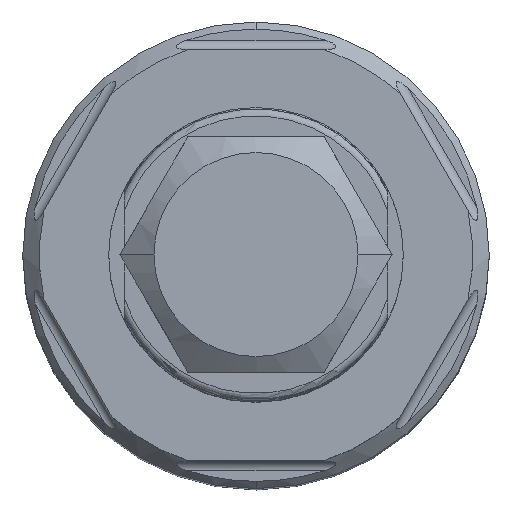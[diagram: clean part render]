
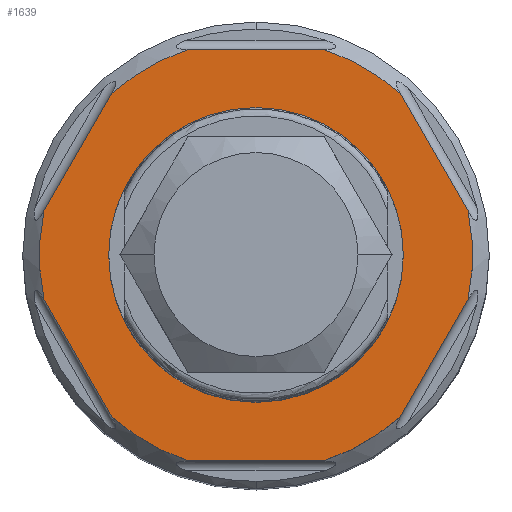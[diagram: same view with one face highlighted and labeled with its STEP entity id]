
A CAD part, top view. The second image highlights one B-rep face of the part: STEP entity #1639.
In plain terms, the highlighted planar face has unit normal (0, 0, 1).
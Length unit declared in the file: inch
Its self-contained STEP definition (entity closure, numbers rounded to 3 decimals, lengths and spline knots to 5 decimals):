
#436=CARTESIAN_POINT('',(0.,0.,2.178));
#437=DIRECTION('',(0.,0.,1.));
#438=DIRECTION('',(-0.312,0.95,0.));
#439=AXIS2_PLACEMENT_3D('',#436,#437,#438);
#441=DIRECTION('',(1.,0.,0.));
#442=VECTOR('',#441,0.28711);
#443=CARTESIAN_POINT('',(-0.14355,0.4365,2.178));
#444=LINE('',#443,#442);
#445=CARTESIAN_POINT('',(0.,0.,2.178));
#446=DIRECTION('',(0.,0.,1.));
#447=DIRECTION('',(0.666,0.746,0.));
#448=AXIS2_PLACEMENT_3D('',#445,#446,#447);
#450=DIRECTION('',(-0.5,0.866,0.));
#451=VECTOR('',#450,0.28711);
#452=CARTESIAN_POINT('',(0.4498,0.09393,2.178));
#453=LINE('',#452,#451);
#454=CARTESIAN_POINT('',(0.,0.,2.178));
#455=DIRECTION('',(0.,0.,1.));
#456=DIRECTION('',(0.979,-0.204,0.));
#457=AXIS2_PLACEMENT_3D('',#454,#455,#456);
#459=DIRECTION('',(-0.5,-0.866,0.));
#460=VECTOR('',#459,0.28711);
#461=CARTESIAN_POINT('',(0.4498,-0.09393,2.178));
#462=LINE('',#461,#460);
#463=CARTESIAN_POINT('',(0.,0.,2.178));
#464=DIRECTION('',(0.,0.,1.));
#465=DIRECTION('',(0.312,-0.95,0.));
#466=AXIS2_PLACEMENT_3D('',#463,#464,#465);
#468=DIRECTION('',(1.,0.,0.));
#469=VECTOR('',#468,0.28711);
#470=CARTESIAN_POINT('',(-0.14355,-0.4365,2.178));
#471=LINE('',#470,#469);
#472=CARTESIAN_POINT('',(0.,0.,2.178));
#473=DIRECTION('',(0.,0.,1.));
#474=DIRECTION('',(-0.666,-0.746,0.));
#475=AXIS2_PLACEMENT_3D('',#472,#473,#474);
#477=DIRECTION('',(0.5,-0.866,0.));
#478=VECTOR('',#477,0.28711);
#479=CARTESIAN_POINT('',(-0.4498,-0.09393,2.178));
#480=LINE('',#479,#478);
#481=CARTESIAN_POINT('',(0.,0.,2.178));
#482=DIRECTION('',(0.,0.,1.));
#483=DIRECTION('',(-0.979,0.204,0.));
#484=AXIS2_PLACEMENT_3D('',#481,#482,#483);
#486=DIRECTION('',(0.5,0.866,0.));
#487=VECTOR('',#486,0.28711);
#488=CARTESIAN_POINT('',(-0.4498,0.09393,2.178));
#489=LINE('',#488,#487);
#490=CARTESIAN_POINT('',(0.,0.,2.178));
#491=DIRECTION('',(0.,0.,-1.));
#492=DIRECTION('',(0.,1.,0.));
#493=AXIS2_PLACEMENT_3D('',#490,#491,#492);
#495=CARTESIAN_POINT('',(0.,0.,2.178));
#496=DIRECTION('',(0.,0.,-1.));
#497=DIRECTION('',(0.,-1.,0.));
#498=AXIS2_PLACEMENT_3D('',#495,#496,#497);
#1034=CARTESIAN_POINT('',(-0.14355,0.4365,2.178));
#1035=CARTESIAN_POINT('',(-0.30624,0.34257,2.178));
#1036=VERTEX_POINT('',#1034);
#1037=VERTEX_POINT('',#1035);
#1038=CARTESIAN_POINT('',(0.14355,-0.4365,2.178));
#1039=CARTESIAN_POINT('',(0.30624,-0.34257,2.178));
#1040=VERTEX_POINT('',#1038);
#1041=VERTEX_POINT('',#1039);
#1070=CARTESIAN_POINT('',(-0.4498,0.09393,2.178));
#1071=CARTESIAN_POINT('',(-0.4498,-0.09393,2.178));
#1072=VERTEX_POINT('',#1070);
#1073=VERTEX_POINT('',#1071);
#1074=CARTESIAN_POINT('',(-0.30624,-0.34257,2.178));
#1075=CARTESIAN_POINT('',(-0.14355,-0.4365,2.178));
#1076=VERTEX_POINT('',#1074);
#1077=VERTEX_POINT('',#1075);
#1078=CARTESIAN_POINT('',(0.4498,-0.09393,2.178));
#1079=CARTESIAN_POINT('',(0.4498,0.09393,2.178));
#1080=VERTEX_POINT('',#1078);
#1081=VERTEX_POINT('',#1079);
#1082=CARTESIAN_POINT('',(0.30624,0.34257,2.178));
#1083=CARTESIAN_POINT('',(0.14355,0.4365,2.178));
#1084=VERTEX_POINT('',#1082);
#1085=VERTEX_POINT('',#1083);
#1134=CARTESIAN_POINT('',(0.,0.3125,2.178));
#1135=CARTESIAN_POINT('',(0.,-0.3125,2.178));
#1136=VERTEX_POINT('',#1134);
#1137=VERTEX_POINT('',#1135);
#1604=CARTESIAN_POINT('',(0.,0.,2.178));
#1605=DIRECTION('',(0.,0.,1.));
#1606=DIRECTION('',(1.,0.,0.));
#1607=AXIS2_PLACEMENT_3D('',#1604,#1605,#1606);
#1608=PLANE('',#1607);
#1610=ORIENTED_EDGE('',*,*,#1609,.F.);
#1612=ORIENTED_EDGE('',*,*,#1611,.T.);
#1614=ORIENTED_EDGE('',*,*,#1613,.F.);
#1616=ORIENTED_EDGE('',*,*,#1615,.F.);
#1618=ORIENTED_EDGE('',*,*,#1617,.F.);
#1620=ORIENTED_EDGE('',*,*,#1619,.T.);
#1622=ORIENTED_EDGE('',*,*,#1621,.F.);
#1624=ORIENTED_EDGE('',*,*,#1623,.F.);
#1626=ORIENTED_EDGE('',*,*,#1625,.F.);
#1628=ORIENTED_EDGE('',*,*,#1627,.F.);
#1630=ORIENTED_EDGE('',*,*,#1629,.F.);
#1632=ORIENTED_EDGE('',*,*,#1631,.T.);
#1633=EDGE_LOOP('',(#1610,#1612,#1614,#1616,#1618,#1620,#1622,#1624,#1626,#1628,
#1630,#1632));
#1634=FACE_OUTER_BOUND('',#1633,.F.);
#1635=ORIENTED_EDGE('',*,*,#1504,.F.);
#1636=ORIENTED_EDGE('',*,*,#1571,.F.);
#1637=EDGE_LOOP('',(#1635,#1636));
#1638=FACE_BOUND('',#1637,.F.);
#1639=ADVANCED_FACE('',(#1634,#1638),#1608,.T.);
#440=CIRCLE('',#439,0.4595);
#449=CIRCLE('',#448,0.4595);
#458=CIRCLE('',#457,0.4595);
#467=CIRCLE('',#466,0.4595);
#476=CIRCLE('',#475,0.4595);
#485=CIRCLE('',#484,0.4595);
#494=CIRCLE('',#493,0.3125);
#499=CIRCLE('',#498,0.3125);
#1504=EDGE_CURVE('',#1136,#1137,#494,.T.);
#1571=EDGE_CURVE('',#1137,#1136,#499,.T.);
#1609=EDGE_CURVE('',#1036,#1037,#440,.T.);
#1611=EDGE_CURVE('',#1036,#1085,#444,.T.);
#1613=EDGE_CURVE('',#1084,#1085,#449,.T.);
#1615=EDGE_CURVE('',#1081,#1084,#453,.T.);
#1617=EDGE_CURVE('',#1080,#1081,#458,.T.);
#1619=EDGE_CURVE('',#1080,#1041,#462,.T.);
#1621=EDGE_CURVE('',#1040,#1041,#467,.T.);
#1623=EDGE_CURVE('',#1077,#1040,#471,.T.);
#1625=EDGE_CURVE('',#1076,#1077,#476,.T.);
#1627=EDGE_CURVE('',#1073,#1076,#480,.T.);
#1629=EDGE_CURVE('',#1072,#1073,#485,.T.);
#1631=EDGE_CURVE('',#1072,#1037,#489,.T.);
